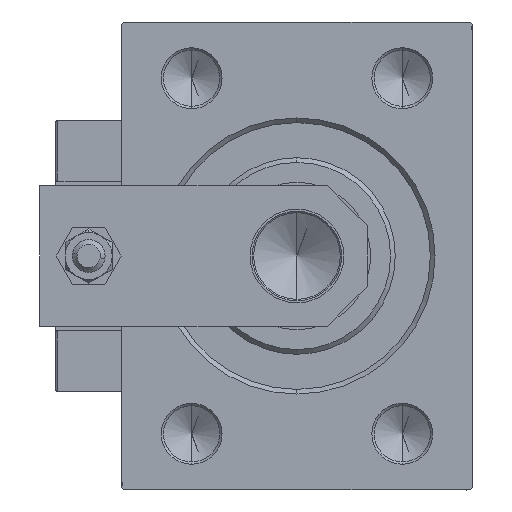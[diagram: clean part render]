
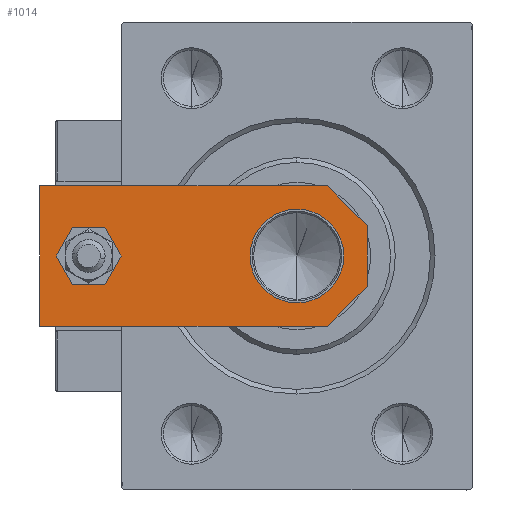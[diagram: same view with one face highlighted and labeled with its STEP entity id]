
A CAD part, left-side view. The second image highlights one B-rep face of the part: STEP entity #1014.
In plain terms, the highlighted face is planar.
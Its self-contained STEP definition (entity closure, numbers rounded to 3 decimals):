
#414 = CARTESIAN_POINT ( 'NONE',  ( -15., 8.5, 8. ) ) ;
#1014 = ADVANCED_FACE ( 'NONE', ( #2643, #14198, #2124 ), #42624, .T. ) ;
#2124 = FACE_BOUND ( 'NONE', #22251, .T. ) ;
#2643 = FACE_BOUND ( 'NONE', #48426, .T. ) ;
#3319 = VERTEX_POINT ( 'NONE', #3357 ) ;
#3357 = CARTESIAN_POINT ( 'NONE',  ( -4., 59.5, 8. ) ) ;
#3415 = DIRECTION ( 'NONE',  ( 0., 0., 1. ) ) ;
#3642 = VECTOR ( 'NONE', #24493, 1000. ) ;
#4697 = CARTESIAN_POINT ( 'NONE',  ( -15., 70., 8. ) ) ;
#5616 = AXIS2_PLACEMENT_3D ( 'NONE', #8798, #45638, #20637 ) ;
#6094 = VERTEX_POINT ( 'NONE', #9542 ) ;
#7420 = DIRECTION ( 'NONE',  ( 0.707, -0.707, 0. ) ) ;
#7886 = VERTEX_POINT ( 'NONE', #25922 ) ;
#8321 = EDGE_LOOP ( 'NONE', ( #17285, #26603, #43771, #49771, #14625, #22195 ) ) ;
#8798 = CARTESIAN_POINT ( 'NONE',  ( 0., 15., 8. ) ) ;
#9042 = EDGE_CURVE ( 'NONE', #15003, #43492, #35724, .T. ) ;
#9542 = CARTESIAN_POINT ( 'NONE',  ( 10., 15., 8. ) ) ;
#9551 = DIRECTION ( 'NONE',  ( 1., 0., 0. ) ) ;
#10402 = VERTEX_POINT ( 'NONE', #414 ) ;
#12241 = VECTOR ( 'NONE', #35468, 1000. ) ;
#13094 = LINE ( 'NONE', #4697, #23047 ) ;
#13239 = LINE ( 'NONE', #29538, #39492 ) ;
#13333 = CARTESIAN_POINT ( 'NONE',  ( 15., 8.5, 8. ) ) ;
#13773 = EDGE_CURVE ( 'NONE', #22071, #6094, #48434, .T. ) ;
#14198 = FACE_OUTER_BOUND ( 'NONE', #8321, .T. ) ;
#14625 = ORIENTED_EDGE ( 'NONE', *, *, #50103, .T. ) ;
#15003 = VERTEX_POINT ( 'NONE', #50729 ) ;
#15162 = CARTESIAN_POINT ( 'NONE',  ( 6.5, 0., 8. ) ) ;
#15387 = ORIENTED_EDGE ( 'NONE', *, *, #45173, .F. ) ;
#16055 = CARTESIAN_POINT ( 'NONE',  ( -15., 70., 8. ) ) ;
#17285 = ORIENTED_EDGE ( 'NONE', *, *, #34693, .T. ) ;
#18628 = CARTESIAN_POINT ( 'NONE',  ( -15., 0., 8. ) ) ;
#19013 = LINE ( 'NONE', #43481, #38081 ) ;
#19897 = LINE ( 'NONE', #47265, #44464 ) ;
#19950 = EDGE_CURVE ( 'NONE', #3319, #7886, #25932, .T. ) ;
#19958 = CARTESIAN_POINT ( 'NONE',  ( 0., 59.5, 8. ) ) ;
#20291 = EDGE_CURVE ( 'NONE', #28923, #51949, #19897, .T. ) ;
#20637 = DIRECTION ( 'NONE',  ( 1., 0., 0. ) ) ;
#20817 = AXIS2_PLACEMENT_3D ( 'NONE', #25069, #49013, #9551 ) ;
#20953 = EDGE_CURVE ( 'NONE', #7886, #3319, #31848, .T. ) ;
#21235 = DIRECTION ( 'NONE',  ( 0., -1., 0. ) ) ;
#21805 = ORIENTED_EDGE ( 'NONE', *, *, #13773, .F. ) ;
#22071 = VERTEX_POINT ( 'NONE', #45818 ) ;
#22195 = ORIENTED_EDGE ( 'NONE', *, *, #20291, .T. ) ;
#22251 = EDGE_LOOP ( 'NONE', ( #21805, #15387 ) ) ;
#23047 = VECTOR ( 'NONE', #21235, 1000. ) ;
#24493 = DIRECTION ( 'NONE',  ( 0.707, 0.707, 0. ) ) ;
#25069 = CARTESIAN_POINT ( 'NONE',  ( 0., 15., 8. ) ) ;
#25922 = CARTESIAN_POINT ( 'NONE',  ( 4., 59.5, 8. ) ) ;
#25932 = CIRCLE ( 'NONE', #44416, 4. ) ;
#26436 = AXIS2_PLACEMENT_3D ( 'NONE', #26556, #29990, #26810 ) ;
#26556 = CARTESIAN_POINT ( 'NONE',  ( 0., 0., 8. ) ) ;
#26603 = ORIENTED_EDGE ( 'NONE', *, *, #30545, .T. ) ;
#26810 = DIRECTION ( 'NONE',  ( 1., 0., 0. ) ) ;
#27657 = CARTESIAN_POINT ( 'NONE',  ( 15., 70., 8. ) ) ;
#28923 = VERTEX_POINT ( 'NONE', #27657 ) ;
#29538 = CARTESIAN_POINT ( 'NONE',  ( 15., 0., 8. ) ) ;
#29990 = DIRECTION ( 'NONE',  ( 0., 0., 1. ) ) ;
#30545 = EDGE_CURVE ( 'NONE', #10402, #15003, #19013, .T. ) ;
#31350 = EDGE_CURVE ( 'NONE', #43492, #47796, #43987, .T. ) ;
#31848 = CIRCLE ( 'NONE', #52019, 4. ) ;
#32369 = CARTESIAN_POINT ( 'NONE',  ( 0., 59.5, 8. ) ) ;
#34579 = ORIENTED_EDGE ( 'NONE', *, *, #20953, .F. ) ;
#34693 = EDGE_CURVE ( 'NONE', #51949, #10402, #13094, .T. ) ;
#35468 = DIRECTION ( 'NONE',  ( 1., 0., 0. ) ) ;
#35724 = LINE ( 'NONE', #18628, #12241 ) ;
#38081 = VECTOR ( 'NONE', #7420, 1000. ) ;
#38494 = CIRCLE ( 'NONE', #20817, 10. ) ;
#39492 = VECTOR ( 'NONE', #41405, 1000. ) ;
#39964 = DIRECTION ( 'NONE',  ( 1., 0., 0. ) ) ;
#41405 = DIRECTION ( 'NONE',  ( 0., 1., 0. ) ) ;
#42624 = PLANE ( 'NONE',  #26436 ) ;
#43481 = CARTESIAN_POINT ( 'NONE',  ( -3.25, -3.25, 8. ) ) ;
#43492 = VERTEX_POINT ( 'NONE', #15162 ) ;
#43771 = ORIENTED_EDGE ( 'NONE', *, *, #9042, .T. ) ;
#43987 = LINE ( 'NONE', #51865, #3642 ) ;
#44251 = DIRECTION ( 'NONE',  ( 0., 0., 1. ) ) ;
#44369 = DIRECTION ( 'NONE',  ( -1., 0., 0. ) ) ;
#44416 = AXIS2_PLACEMENT_3D ( 'NONE', #19958, #3415, #39964 ) ;
#44464 = VECTOR ( 'NONE', #44369, 1000. ) ;
#45173 = EDGE_CURVE ( 'NONE', #6094, #22071, #38494, .T. ) ;
#45638 = DIRECTION ( 'NONE',  ( 0., 0., 1. ) ) ;
#45818 = CARTESIAN_POINT ( 'NONE',  ( -10., 15., 8. ) ) ;
#47265 = CARTESIAN_POINT ( 'NONE',  ( 15., 70., 8. ) ) ;
#47796 = VERTEX_POINT ( 'NONE', #13333 ) ;
#48426 = EDGE_LOOP ( 'NONE', ( #49250, #34579 ) ) ;
#48434 = CIRCLE ( 'NONE', #5616, 10. ) ;
#49013 = DIRECTION ( 'NONE',  ( 0., 0., 1. ) ) ;
#49225 = DIRECTION ( 'NONE',  ( 1., 0., 0. ) ) ;
#49250 = ORIENTED_EDGE ( 'NONE', *, *, #19950, .F. ) ;
#49771 = ORIENTED_EDGE ( 'NONE', *, *, #31350, .T. ) ;
#50103 = EDGE_CURVE ( 'NONE', #47796, #28923, #13239, .T. ) ;
#50729 = CARTESIAN_POINT ( 'NONE',  ( -6.5, 0., 8. ) ) ;
#51865 = CARTESIAN_POINT ( 'NONE',  ( 3.25, -3.25, 8. ) ) ;
#51949 = VERTEX_POINT ( 'NONE', #16055 ) ;
#52019 = AXIS2_PLACEMENT_3D ( 'NONE', #32369, #44251, #49225 ) ;
